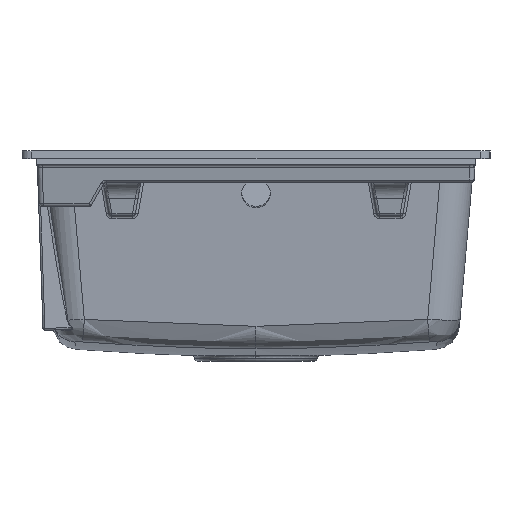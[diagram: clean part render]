
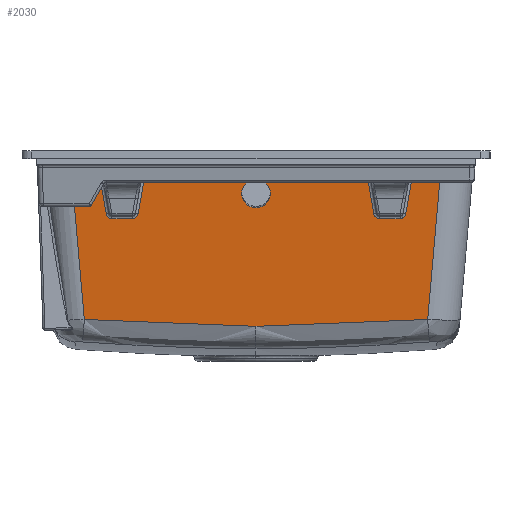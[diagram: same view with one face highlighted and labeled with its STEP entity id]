
A CAD part, left-side view. The second image highlights one B-rep face of the part: STEP entity #2030.
In plain terms, the highlighted planar face has unit normal (-0.996, 0, -0.087).
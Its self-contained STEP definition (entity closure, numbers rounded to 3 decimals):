
#598=FACE_BOUND('',#3381,.T.);
#599=FACE_BOUND('',#3382,.T.);
#632=ELLIPSE('',#9807,6.023,6.);
#633=ELLIPSE('',#9811,6.023,6.);
#662=ELLIPSE('',#10180,6.023,6.);
#663=ELLIPSE('',#10184,6.023,6.);
#730=B_SPLINE_CURVE_WITH_KNOTS('',3,(#15862,#15863,#15864,#15865,#15866,
#15867,#15868,#15869),.UNSPECIFIED.,.F.,.F.,(4,2,2,4),(0.,0.25,0.5,1.),
 .UNSPECIFIED.);
#988=B_SPLINE_CURVE_WITH_KNOTS('',3,(#26718,#26719,#26720,#26721),
 .UNSPECIFIED.,.F.,.F.,(4,4),(0.,1.),.UNSPECIFIED.);
#989=B_SPLINE_CURVE_WITH_KNOTS('',3,(#26724,#26725,#26726,#26727,#26728,
#26729,#26730,#26731),.UNSPECIFIED.,.F.,.F.,(4,2,2,4),(0.,0.5,0.75,1.),
 .UNSPECIFIED.);
#1214=CIRCLE('',#9802,11.943);
#1287=CIRCLE('',#9942,15.);
#1462=CIRCLE('',#10266,11.978);
#2030=ADVANCED_FACE('',(#598,#599),#2333,.T.);
#2333=PLANE('',#10308);
#3381=EDGE_LOOP('',(#5314,#5315,#5316,#5317,#5318,#5319,#5320,#5321,#5322,
#5323,#5324,#5325,#5326,#5327,#5328,#5329,#5330,#5331,#5332));
#3382=EDGE_LOOP('',(#5333));
#5314=ORIENTED_EDGE('',*,*,#7616,.T.);
#5315=ORIENTED_EDGE('',*,*,#8350,.T.);
#5316=ORIENTED_EDGE('',*,*,#8146,.T.);
#5317=ORIENTED_EDGE('',*,*,#8149,.T.);
#5318=ORIENTED_EDGE('',*,*,#8152,.T.);
#5319=ORIENTED_EDGE('',*,*,#8155,.T.);
#5320=ORIENTED_EDGE('',*,*,#8158,.T.);
#5321=ORIENTED_EDGE('',*,*,#8270,.T.);
#5322=ORIENTED_EDGE('',*,*,#8274,.T.);
#5323=ORIENTED_EDGE('',*,*,#8351,.T.);
#5324=ORIENTED_EDGE('',*,*,#8352,.T.);
#5325=ORIENTED_EDGE('',*,*,#7491,.T.);
#5326=ORIENTED_EDGE('',*,*,#7592,.T.);
#5327=ORIENTED_EDGE('',*,*,#7597,.T.);
#5328=ORIENTED_EDGE('',*,*,#7600,.T.);
#5329=ORIENTED_EDGE('',*,*,#7604,.T.);
#5330=ORIENTED_EDGE('',*,*,#7607,.T.);
#5331=ORIENTED_EDGE('',*,*,#7610,.T.);
#5332=ORIENTED_EDGE('',*,*,#7613,.T.);
#5333=ORIENTED_EDGE('',*,*,#7779,.F.);
#6632=VERTEX_POINT('',#15859);
#6633=VERTEX_POINT('',#15861);
#6707=VERTEX_POINT('',#17235);
#6710=VERTEX_POINT('',#17253);
#6712=VERTEX_POINT('',#17262);
#6715=VERTEX_POINT('',#17293);
#6717=VERTEX_POINT('',#17308);
#6719=VERTEX_POINT('',#17361);
#6721=VERTEX_POINT('',#17376);
#6723=VERTEX_POINT('',#17429);
#6801=VERTEX_POINT('',#18966);
#7027=VERTEX_POINT('',#22325);
#7028=VERTEX_POINT('',#22329);
#7030=VERTEX_POINT('',#22335);
#7032=VERTEX_POINT('',#22397);
#7034=VERTEX_POINT('',#22403);
#7036=VERTEX_POINT('',#22465);
#7080=VERTEX_POINT('',#24530);
#7083=VERTEX_POINT('',#24563);
#7117=VERTEX_POINT('',#26723);
#7491=EDGE_CURVE('',#6632,#6633,#730,.T.);
#7592=EDGE_CURVE('',#6633,#6707,#8917,.T.);
#7597=EDGE_CURVE('',#6707,#6710,#8919,.T.);
#7600=EDGE_CURVE('',#6710,#6712,#1214,.T.);
#7604=EDGE_CURVE('',#6712,#6715,#8921,.T.);
#7607=EDGE_CURVE('',#6715,#6717,#632,.T.);
#7610=EDGE_CURVE('',#6717,#6719,#8923,.T.);
#7613=EDGE_CURVE('',#6719,#6721,#633,.T.);
#7616=EDGE_CURVE('',#6721,#6723,#8925,.T.);
#7779=EDGE_CURVE('',#6801,#6801,#1287,.T.);
#8146=EDGE_CURVE('',#7027,#7028,#9072,.T.);
#8149=EDGE_CURVE('',#7028,#7030,#662,.T.);
#8152=EDGE_CURVE('',#7030,#7032,#9074,.T.);
#8155=EDGE_CURVE('',#7032,#7034,#663,.T.);
#8158=EDGE_CURVE('',#7034,#7036,#9076,.T.);
#8270=EDGE_CURVE('',#7036,#7080,#1462,.T.);
#8274=EDGE_CURVE('',#7080,#7083,#9111,.T.);
#8350=EDGE_CURVE('',#6723,#7027,#988,.T.);
#8351=EDGE_CURVE('',#7083,#7117,#9142,.T.);
#8352=EDGE_CURVE('',#7117,#6632,#989,.T.);
#8917=LINE('',#17236,#9341);
#8919=LINE('',#17254,#9343);
#8921=LINE('',#17294,#9345);
#8923=LINE('',#17362,#9347);
#8925=LINE('',#17430,#9349);
#9072=LINE('',#22331,#9496);
#9074=LINE('',#22399,#9498);
#9076=LINE('',#22467,#9500);
#9111=LINE('',#24564,#9535);
#9142=LINE('',#26722,#9566);
#9341=VECTOR('',#10872,1.);
#9343=VECTOR('',#10880,1.);
#9345=VECTOR('',#10892,1.);
#9347=VECTOR('',#10902,1.);
#9349=VECTOR('',#10912,1.);
#9496=VECTOR('',#11789,1.);
#9498=VECTOR('',#11799,1.);
#9500=VECTOR('',#11809,1.);
#9535=VECTOR('',#12010,1.);
#9566=VECTOR('',#12119,1.);
#9802=AXIS2_PLACEMENT_3D('',#17263,#10885,#10886);
#9807=AXIS2_PLACEMENT_3D('',#17309,#10897,#10898);
#9811=AXIS2_PLACEMENT_3D('',#17377,#10907,#10908);
#9942=AXIS2_PLACEMENT_3D('',#18965,#11220,#11221);
#10180=AXIS2_PLACEMENT_3D('',#22337,#11795,#11796);
#10184=AXIS2_PLACEMENT_3D('',#22405,#11805,#11806);
#10266=AXIS2_PLACEMENT_3D('',#24529,#12004,#12005);
#10308=AXIS2_PLACEMENT_3D('',#26732,#12120,#12121);
#10872=DIRECTION('',(-0.087,-0.087,0.992));
#10880=DIRECTION('',(0.,1.,0.));
#10885=DIRECTION('',(-0.996,0.,-0.087));
#10886=DIRECTION('',(-0.087,0.,0.996));
#10892=DIRECTION('',(0.086,0.173,-0.981));
#10897=DIRECTION('',(0.996,0.,0.087));
#10898=DIRECTION('',(0.087,0.,-0.996));
#10902=DIRECTION('',(0.,1.,0.));
#10907=DIRECTION('',(0.996,0.,0.087));
#10908=DIRECTION('',(-0.087,0.,0.996));
#10912=DIRECTION('',(-0.086,0.173,0.981));
#11220=DIRECTION('',(-0.996,0.,-0.087));
#11221=DIRECTION('',(-0.087,0.,0.996));
#11789=DIRECTION('',(0.086,0.173,-0.981));
#11795=DIRECTION('',(0.996,0.,0.087));
#11796=DIRECTION('',(0.087,0.,-0.996));
#11799=DIRECTION('',(0.,1.,0.));
#11805=DIRECTION('',(0.996,0.,0.087));
#11806=DIRECTION('',(-0.087,0.,0.996));
#11809=DIRECTION('',(-0.086,0.173,0.981));
#12004=DIRECTION('',(-0.996,0.,-0.087));
#12005=DIRECTION('',(-0.086,-0.123,0.989));
#12010=DIRECTION('',(0.,1.,0.));
#12119=DIRECTION('',(0.087,-0.087,-0.992));
#12120=DIRECTION('',(-0.996,0.,-0.087));
#12121=DIRECTION('',(-0.087,0.,0.996));
#15859=CARTESIAN_POINT('',(12.009,0.,-183.598));
#15861=CARTESIAN_POINT('',(11.383,-179.746,-176.439));
#15862=CARTESIAN_POINT('',(12.009,0.,-183.598));
#15863=CARTESIAN_POINT('',(12.009,-15.003,-183.598));
#15864=CARTESIAN_POINT('',(11.985,-29.994,-183.316));
#15865=CARTESIAN_POINT('',(11.918,-59.969,-182.555));
#15866=CARTESIAN_POINT('',(11.874,-74.952,-182.047));
#15867=CARTESIAN_POINT('',(11.712,-119.886,-180.2));
#15868=CARTESIAN_POINT('',(11.565,-149.824,-178.521));
#15869=CARTESIAN_POINT('',(11.383,-179.746,-176.439));
#17235=CARTESIAN_POINT('',(-2.542,-193.671,-17.279));
#17236=CARTESIAN_POINT('',(-4.097,-195.226,0.497));
#17253=CARTESIAN_POINT('',(-2.542,-166.833,-17.279));
#17254=CARTESIAN_POINT('',(-2.542,215.,-17.279));
#17262=CARTESIAN_POINT('',(-2.534,-165.364,-17.369));
#17263=CARTESIAN_POINT('',(-1.501,-166.832,-29.176));
#17293=CARTESIAN_POINT('',(1.702,-156.828,-65.78));
#17294=CARTESIAN_POINT('',(1.723,-156.784,-66.03));
#17308=CARTESIAN_POINT('',(2.135,-150.919,-70.739));
#17309=CARTESIAN_POINT('',(1.61,-150.919,-64.739));
#17361=CARTESIAN_POINT('',(2.135,-129.296,-70.739));
#17362=CARTESIAN_POINT('',(2.135,-129.296,-70.739));
#17376=CARTESIAN_POINT('',(1.702,-123.388,-65.78));
#17377=CARTESIAN_POINT('',(1.61,-129.296,-64.739));
#17429=CARTESIAN_POINT('',(-1.823,-116.285,-25.498));
#17430=CARTESIAN_POINT('',(-1.778,-116.374,-26.007));
#18965=CARTESIAN_POINT('',(-0.167,0.,-44.425));
#18966=CARTESIAN_POINT('',(-1.474,0.,-29.482));
#22325=CARTESIAN_POINT('',(-1.823,116.285,-25.498));
#22329=CARTESIAN_POINT('',(1.702,123.388,-65.78));
#22331=CARTESIAN_POINT('',(1.723,123.432,-66.03));
#22335=CARTESIAN_POINT('',(2.135,129.296,-70.739));
#22337=CARTESIAN_POINT('',(1.61,129.296,-64.739));
#22397=CARTESIAN_POINT('',(2.135,150.919,-70.739));
#22399=CARTESIAN_POINT('',(2.135,150.919,-70.739));
#22403=CARTESIAN_POINT('',(1.702,156.828,-65.78));
#22405=CARTESIAN_POINT('',(1.61,150.919,-64.739));
#22465=CARTESIAN_POINT('',(-2.534,165.364,-17.369));
#22467=CARTESIAN_POINT('',(-2.416,165.127,-18.711));
#24529=CARTESIAN_POINT('',(-1.498,166.834,-29.21));
#24530=CARTESIAN_POINT('',(-2.542,166.833,-17.279));
#24563=CARTESIAN_POINT('',(-2.542,193.671,-17.279));
#24564=CARTESIAN_POINT('',(-2.542,-215.,-17.279));
#26718=CARTESIAN_POINT('',(-1.823,-116.285,-25.498));
#26719=CARTESIAN_POINT('',(-1.821,-38.762,-25.513));
#26720=CARTESIAN_POINT('',(-1.821,38.762,-25.513));
#26721=CARTESIAN_POINT('',(-1.823,116.285,-25.498));
#26722=CARTESIAN_POINT('',(-0.855,191.985,-36.556));
#26723=CARTESIAN_POINT('',(11.383,179.746,-176.439));
#26724=CARTESIAN_POINT('',(11.383,179.746,-176.439));
#26725=CARTESIAN_POINT('',(11.565,149.824,-178.521));
#26726=CARTESIAN_POINT('',(11.712,119.886,-180.2));
#26727=CARTESIAN_POINT('',(11.874,74.952,-182.047));
#26728=CARTESIAN_POINT('',(11.918,59.969,-182.555));
#26729=CARTESIAN_POINT('',(11.985,29.994,-183.316));
#26730=CARTESIAN_POINT('',(12.009,15.003,-183.598));
#26731=CARTESIAN_POINT('',(12.009,0.,-183.598));
#26732=CARTESIAN_POINT('',(-3.947,-215.,-1.22));
